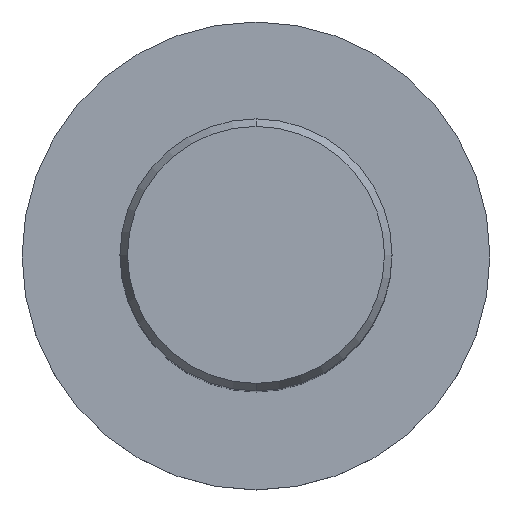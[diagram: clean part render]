
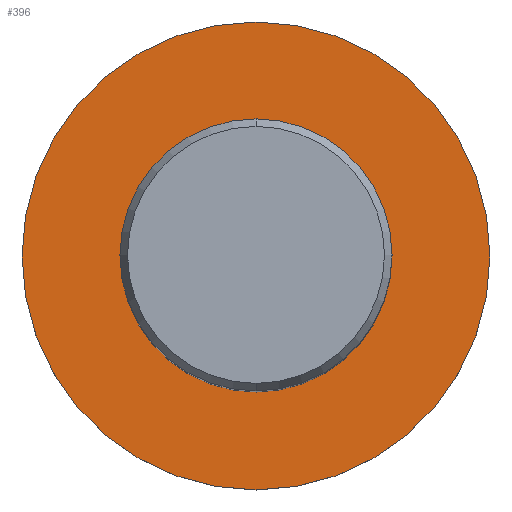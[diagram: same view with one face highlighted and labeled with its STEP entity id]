
A CAD part, top view. The second image highlights one B-rep face of the part: STEP entity #396.
In plain terms, the highlighted planar face has unit normal (0, 0, 1).
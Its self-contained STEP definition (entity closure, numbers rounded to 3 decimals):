
#290=EDGE_CURVE('',#470,#384,#634,.T.);
#304=EDGE_CURVE('',#480,#458,#649,.T.);
#350=EDGE_CURVE('',#458,#480,#702,.T.);
#354=EDGE_CURVE('',#384,#470,#706,.T.);
#384=VERTEX_POINT('',#737);
#396=ADVANCED_FACE('',(#751,#752),#753,.T.);
#458=VERTEX_POINT('',#820);
#470=VERTEX_POINT('',#832);
#480=VERTEX_POINT('',#843);
#634=CIRCLE('',#1104,21.5);
#649=CIRCLE('',#1149,12.5);
#702=CIRCLE('',#1257,12.5);
#706=CIRCLE('',#1262,21.5);
#737=CARTESIAN_POINT('',(0.,-21.5,-56.0));
#751=FACE_BOUND('',#1325,.T.);
#752=FACE_OUTER_BOUND('',#1326,.T.);
#753=PLANE('',#1327);
#820=CARTESIAN_POINT('',(0.0,12.5,-56.0));
#832=CARTESIAN_POINT('',(0.0,21.5,-56.0));
#843=CARTESIAN_POINT('',(0.,-12.5,-56.0));
#1104=AXIS2_PLACEMENT_3D('',#1706,#1707,#1708);
#1149=AXIS2_PLACEMENT_3D('',#1724,#1725,#1726);
#1257=AXIS2_PLACEMENT_3D('',#1809,#1810,#1811);
#1262=AXIS2_PLACEMENT_3D('',#1812,#1813,#1814);
#1325=EDGE_LOOP('',(#1854,#1855));
#1326=EDGE_LOOP('',(#1856,#1857));
#1327=AXIS2_PLACEMENT_3D('',#1858,#1859,#1860);
#1706=CARTESIAN_POINT('',(0.0,0.0,-56.0));
#1707=DIRECTION('',(0.0,0.0,-1.0));
#1708=DIRECTION('',(0.0,1.0,0.0));
#1724=CARTESIAN_POINT('',(0.0,0.0,-56.0));
#1725=DIRECTION('',(-0.0,0.0,-1.0));
#1726=DIRECTION('',(0.0,1.0,0.0));
#1809=CARTESIAN_POINT('',(0.0,0.0,-56.0));
#1810=DIRECTION('',(-0.0,0.0,-1.0));
#1811=DIRECTION('',(0.0,1.0,0.0));
#1812=CARTESIAN_POINT('',(0.0,0.0,-56.0));
#1813=DIRECTION('',(0.0,0.0,-1.0));
#1814=DIRECTION('',(0.0,1.0,0.0));
#1854=ORIENTED_EDGE('',*,*,#350,.T.);
#1855=ORIENTED_EDGE('',*,*,#304,.T.);
#1856=ORIENTED_EDGE('',*,*,#290,.F.);
#1857=ORIENTED_EDGE('',*,*,#354,.F.);
#1858=CARTESIAN_POINT('',(0.0,10.75,-56.0));
#1859=DIRECTION('',(-0.0,0.0,1.0));
#1860=DIRECTION('',(0.0,-1.0,0.0));
